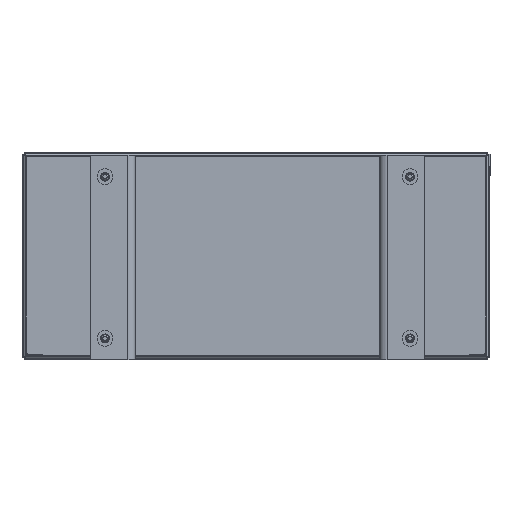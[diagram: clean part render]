
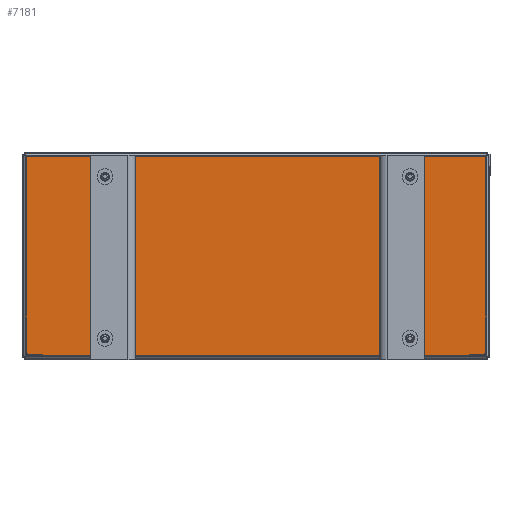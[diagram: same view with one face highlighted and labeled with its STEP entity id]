
A CAD part, front view. The second image highlights one B-rep face of the part: STEP entity #7181.
In plain terms, the highlighted face is planar.
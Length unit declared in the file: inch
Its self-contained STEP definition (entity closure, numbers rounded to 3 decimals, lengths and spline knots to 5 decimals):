
#761 = CIRCLE ( 'NONE', #12598, 0.156 ) ;
#769 = CIRCLE ( 'NONE', #12600, 0.156 ) ;
#774 = CIRCLE ( 'NONE', #3467, 0.156 ) ;
#791 = CIRCLE ( 'NONE', #3469, 0.156 ) ;
#869 = LINE ( 'NONE', #3829, #890 ) ;
#881 = CIRCLE ( 'NONE', #3475, 0.156 ) ;
#883 = CIRCLE ( 'NONE', #3476, 0.156 ) ;
#884 = CIRCLE ( 'NONE', #3477, 0.156 ) ;
#885 = CIRCLE ( 'NONE', #3478, 0.156 ) ;
#886 = LINE ( 'NONE', #3823, #888 ) ;
#888 = VECTOR ( 'NONE', #3824, 39.37008 ) ;
#889 = LINE ( 'NONE', #3835, #892 ) ;
#890 = VECTOR ( 'NONE', #3834, 39.37008 ) ;
#891 = LINE ( 'NONE', #3837, #894 ) ;
#892 = VECTOR ( 'NONE', #3836, 39.37008 ) ;
#894 = VECTOR ( 'NONE', #3838, 39.37008 ) ;
#2890 = CARTESIAN_POINT ( 'NONE',  ( 16.743, 7.998, 0. ) ) ;
#2891 = DIRECTION ( 'NONE',  ( 0., 0., 1. ) ) ;
#2892 = DIRECTION ( 'NONE',  ( 1., 0., 0. ) ) ;
#2899 = CARTESIAN_POINT ( 'NONE',  ( 16.743, 0.998, 0. ) ) ;
#2900 = DIRECTION ( 'NONE',  ( 0., 0., 1. ) ) ;
#2901 = DIRECTION ( 'NONE',  ( 1., 0., 0. ) ) ;
#2909 = CARTESIAN_POINT ( 'NONE',  ( 3.523, 0.998, 0. ) ) ;
#2910 = DIRECTION ( 'NONE',  ( 0., 0., 1. ) ) ;
#2911 = DIRECTION ( 'NONE',  ( 1., 0., 0. ) ) ;
#3020 = CARTESIAN_POINT ( 'NONE',  ( 16.587, 0.998, 0. ) ) ;
#3027 = CARTESIAN_POINT ( 'NONE',  ( 16.899, 7.998, 0. ) ) ;
#3033 = CARTESIAN_POINT ( 'NONE',  ( 16.587, 7.998, 0. ) ) ;
#3034 = CARTESIAN_POINT ( 'NONE',  ( 16.899, 0.998, 0. ) ) ;
#3037 = CARTESIAN_POINT ( 'NONE',  ( 3.367, 0.998, 0. ) ) ;
#3038 = CARTESIAN_POINT ( 'NONE',  ( 3.679, 0.998, 0. ) ) ;
#3041 = CARTESIAN_POINT ( 'NONE',  ( 3.367, 7.998, 0. ) ) ;
#3042 = CARTESIAN_POINT ( 'NONE',  ( 3.679, 7.998, 0. ) ) ;
#3079 = CARTESIAN_POINT ( 'NONE',  ( 0.0955, 0.0955, 0. ) ) ;
#3084 = CARTESIAN_POINT ( 'NONE',  ( 0.0955, 8.7685, 0. ) ) ;
#3087 = CARTESIAN_POINT ( 'NONE',  ( 20.0385, 8.7685, 0. ) ) ;
#3088 = CARTESIAN_POINT ( 'NONE',  ( 20.0385, 0.0955, 0. ) ) ;
#3260 = CARTESIAN_POINT ( 'NONE',  ( 3.523, 7.998, 0. ) ) ;
#3261 = DIRECTION ( 'NONE',  ( 0., 0., 1. ) ) ;
#3262 = DIRECTION ( 'NONE',  ( 1., 0., 0. ) ) ;
#3467 = AXIS2_PLACEMENT_3D ( 'NONE', #2909, #2910, #2911 ) ;
#3469 = AXIS2_PLACEMENT_3D ( 'NONE', #3260, #3261, #3262 ) ;
#3475 = AXIS2_PLACEMENT_3D ( 'NONE', #3817, #3818, #3819 ) ;
#3476 = AXIS2_PLACEMENT_3D ( 'NONE', #3820, #3821, #3822 ) ;
#3477 = AXIS2_PLACEMENT_3D ( 'NONE', #3825, #3826, #3827 ) ;
#3478 = AXIS2_PLACEMENT_3D ( 'NONE', #3830, #3831, #3832 ) ;
#3817 = CARTESIAN_POINT ( 'NONE',  ( 16.743, 7.998, 0. ) ) ;
#3818 = DIRECTION ( 'NONE',  ( 0., 0., 1. ) ) ;
#3819 = DIRECTION ( 'NONE',  ( 1., 0., 0. ) ) ;
#3820 = CARTESIAN_POINT ( 'NONE',  ( 16.743, 0.998, 0. ) ) ;
#3821 = DIRECTION ( 'NONE',  ( 0., 0., 1. ) ) ;
#3822 = DIRECTION ( 'NONE',  ( 1., 0., 0. ) ) ;
#3823 = CARTESIAN_POINT ( 'NONE',  ( 0.0955, 8.791, 0. ) ) ;
#3824 = DIRECTION ( 'NONE',  ( 0., 1., 0. ) ) ;
#3825 = CARTESIAN_POINT ( 'NONE',  ( 3.523, 0.998, 0. ) ) ;
#3826 = DIRECTION ( 'NONE',  ( 0., 0., 1. ) ) ;
#3827 = DIRECTION ( 'NONE',  ( 1., 0., 0. ) ) ;
#3829 = CARTESIAN_POINT ( 'NONE',  ( 20.061, 8.7685, 0. ) ) ;
#3830 = CARTESIAN_POINT ( 'NONE',  ( 3.523, 7.998, 0. ) ) ;
#3831 = DIRECTION ( 'NONE',  ( 0., 0., 1. ) ) ;
#3832 = DIRECTION ( 'NONE',  ( 1., 0., 0. ) ) ;
#3834 = DIRECTION ( 'NONE',  ( 1., 0., 0. ) ) ;
#3835 = CARTESIAN_POINT ( 'NONE',  ( 20.0385, 0.073, 0. ) ) ;
#3836 = DIRECTION ( 'NONE',  ( 0., -1., 0. ) ) ;
#3837 = CARTESIAN_POINT ( 'NONE',  ( 0.073, 0.0955, 0. ) ) ;
#3838 = DIRECTION ( 'NONE',  ( -1., 0., 0. ) ) ;
#7181 = ADVANCED_FACE ( 'NONE', ( #11751, #11755, #11752, #11754, #11753 ), #12882, .T. ) ;
#8873 = EDGE_CURVE ( 'NONE', #9066, #9060, #761, .T. ) ;
#8876 = EDGE_CURVE ( 'NONE', #9053, #9067, #769, .T. ) ;
#8880 = EDGE_CURVE ( 'NONE', #9070, #9071, #774, .T. ) ;
#9053 = VERTEX_POINT ( 'NONE', #3020 ) ;
#9060 = VERTEX_POINT ( 'NONE', #3027 ) ;
#9066 = VERTEX_POINT ( 'NONE', #3033 ) ;
#9067 = VERTEX_POINT ( 'NONE', #3034 ) ;
#9070 = VERTEX_POINT ( 'NONE', #3037 ) ;
#9071 = VERTEX_POINT ( 'NONE', #3038 ) ;
#9074 = VERTEX_POINT ( 'NONE', #3041 ) ;
#9075 = VERTEX_POINT ( 'NONE', #3042 ) ;
#9112 = VERTEX_POINT ( 'NONE', #3079 ) ;
#9117 = VERTEX_POINT ( 'NONE', #3084 ) ;
#9120 = VERTEX_POINT ( 'NONE', #3087 ) ;
#9121 = VERTEX_POINT ( 'NONE', #3088 ) ;
#9736 = ORIENTED_EDGE ( 'NONE', *, *, #10112, .T. ) ;
#9737 = ORIENTED_EDGE ( 'NONE', *, *, #8873, .T. ) ;
#9738 = ORIENTED_EDGE ( 'NONE', *, *, #10113, .T. ) ;
#9739 = ORIENTED_EDGE ( 'NONE', *, *, #8876, .T. ) ;
#9740 = ORIENTED_EDGE ( 'NONE', *, *, #10114, .T. ) ;
#9741 = ORIENTED_EDGE ( 'NONE', *, *, #8880, .T. ) ;
#9742 = ORIENTED_EDGE ( 'NONE', *, *, #10115, .T. ) ;
#9743 = ORIENTED_EDGE ( 'NONE', *, *, #10052, .T. ) ;
#9744 = ORIENTED_EDGE ( 'NONE', *, *, #10116, .T. ) ;
#9745 = ORIENTED_EDGE ( 'NONE', *, *, #10117, .T. ) ;
#9746 = ORIENTED_EDGE ( 'NONE', *, *, #10118, .T. ) ;
#9747 = ORIENTED_EDGE ( 'NONE', *, *, #10119, .T. ) ;
#10052 = EDGE_CURVE ( 'NONE', #9074, #9075, #791, .T. ) ;
#10112 = EDGE_CURVE ( 'NONE', #9060, #9066, #881, .T. ) ;
#10113 = EDGE_CURVE ( 'NONE', #9067, #9053, #883, .T. ) ;
#10114 = EDGE_CURVE ( 'NONE', #9071, #9070, #884, .T. ) ;
#10115 = EDGE_CURVE ( 'NONE', #9075, #9074, #885, .T. ) ;
#10116 = EDGE_CURVE ( 'NONE', #9112, #9117, #886, .T. ) ;
#10117 = EDGE_CURVE ( 'NONE', #9117, #9120, #869, .T. ) ;
#10118 = EDGE_CURVE ( 'NONE', #9120, #9121, #889, .T. ) ;
#10119 = EDGE_CURVE ( 'NONE', #9121, #9112, #891, .T. ) ;
#11155 = EDGE_LOOP ( 'NONE', ( #9740, #9741 ) ) ;
#11156 = EDGE_LOOP ( 'NONE', ( #9744, #9745, #9746, #9747 ) ) ;
#11157 = EDGE_LOOP ( 'NONE', ( #9742, #9743 ) ) ;
#11159 = EDGE_LOOP ( 'NONE', ( #9736, #9737 ) ) ;
#11168 = EDGE_LOOP ( 'NONE', ( #9738, #9739 ) ) ;
#11751 = FACE_BOUND ( 'NONE', #11159, .T. ) ;
#11752 = FACE_BOUND ( 'NONE', #11155, .T. ) ;
#11753 = FACE_OUTER_BOUND ( 'NONE', #11156, .T. ) ;
#11754 = FACE_BOUND ( 'NONE', #11157, .T. ) ;
#11755 = FACE_BOUND ( 'NONE', #11168, .T. ) ;
#12484 = AXIS2_PLACEMENT_3D ( 'NONE', #12883, #12874, #12885 ) ;
#12598 = AXIS2_PLACEMENT_3D ( 'NONE', #2890, #2891, #2892 ) ;
#12600 = AXIS2_PLACEMENT_3D ( 'NONE', #2899, #2900, #2901 ) ;
#12874 = DIRECTION ( 'NONE',  ( 0., 0., -1. ) ) ;
#12882 = PLANE ( 'NONE',  #12484 ) ;
#12883 = CARTESIAN_POINT ( 'NONE',  ( 0., 8.864, 0. ) ) ;
#12885 = DIRECTION ( 'NONE',  ( -1., 0., 0. ) ) ;
